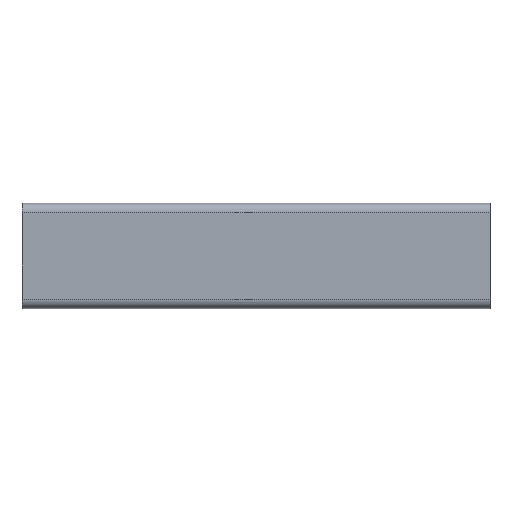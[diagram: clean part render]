
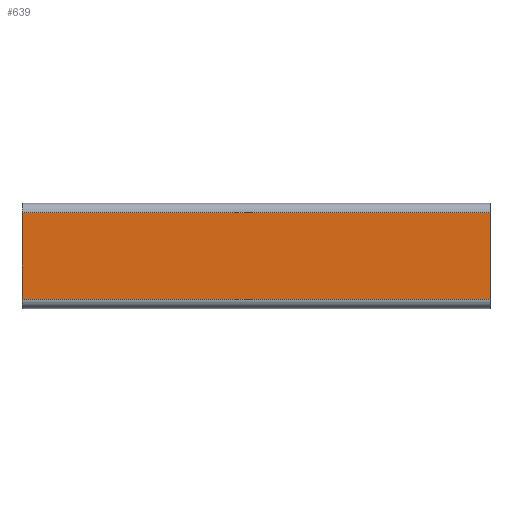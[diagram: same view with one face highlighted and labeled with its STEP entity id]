
A CAD part, top view. The second image highlights one B-rep face of the part: STEP entity #639.
In plain terms, the highlighted planar face has unit normal (0, 0, 1).
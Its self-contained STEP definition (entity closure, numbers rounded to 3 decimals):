
#2 = CARTESIAN_POINT ( 'NONE',  ( -127.042, -9.25, 7.5 ) ) ;
#3 = DIRECTION ( 'NONE',  ( 1., 0., 0. ) ) ;
#14 = CARTESIAN_POINT ( 'NONE',  ( -100., 9.25, 7.5 ) ) ;
#15 = DIRECTION ( 'NONE',  ( 0., 1., 0. ) ) ;
#18 = CARTESIAN_POINT ( 'NONE',  ( 0., 9.25, 7.5 ) ) ;
#19 = DIRECTION ( 'NONE',  ( 0., -1., 0. ) ) ;
#28 = CARTESIAN_POINT ( 'NONE',  ( -127.042, 9.25, 7.5 ) ) ;
#29 = DIRECTION ( 'NONE',  ( 1., 0., 0. ) ) ;
#99 = CARTESIAN_POINT ( 'NONE',  ( 0., 9.25, 7.5 ) ) ;
#103 = CARTESIAN_POINT ( 'NONE',  ( -100., 9.25, 7.5 ) ) ;
#143 = CARTESIAN_POINT ( 'NONE',  ( 0., -9.25, 7.5 ) ) ;
#149 = CARTESIAN_POINT ( 'NONE',  ( -100., -9.25, 7.5 ) ) ;
#202 = EDGE_LOOP ( 'NONE', ( #319, #211, #436, #409 ) ) ;
#211 = ORIENTED_EDGE ( 'NONE', *, *, #699, .T. ) ;
#221 = LINE ( 'NONE', #28, #587 ) ;
#319 = ORIENTED_EDGE ( 'NONE', *, *, #704, .F. ) ;
#409 = ORIENTED_EDGE ( 'NONE', *, *, #710, .F. ) ;
#436 = ORIENTED_EDGE ( 'NONE', *, *, #706, .F. ) ;
#525 = FACE_OUTER_BOUND ( 'NONE', #202, .T. ) ;
#534 = VECTOR ( 'NONE', #15, 1000. ) ;
#545 = LINE ( 'NONE', #2, #576 ) ;
#576 = VECTOR ( 'NONE', #3, 1000. ) ;
#578 = LINE ( 'NONE', #14, #534 ) ;
#584 = LINE ( 'NONE', #18, #585 ) ;
#585 = VECTOR ( 'NONE', #19, 1000. ) ;
#587 = VECTOR ( 'NONE', #29, 1000. ) ;
#639 = ADVANCED_FACE ( 'NONE', ( #525 ), #891, .T. ) ;
#699 = EDGE_CURVE ( 'NONE', #852, #846, #545, .T. ) ;
#704 = EDGE_CURVE ( 'NONE', #852, #805, #578, .T. ) ;
#706 = EDGE_CURVE ( 'NONE', #804, #846, #584, .T. ) ;
#710 = EDGE_CURVE ( 'NONE', #805, #804, #221, .T. ) ;
#751 = AXIS2_PLACEMENT_3D ( 'NONE', #890, #893, #894 ) ;
#804 = VERTEX_POINT ( 'NONE', #99 ) ;
#805 = VERTEX_POINT ( 'NONE', #103 ) ;
#846 = VERTEX_POINT ( 'NONE', #143 ) ;
#852 = VERTEX_POINT ( 'NONE', #149 ) ;
#890 = CARTESIAN_POINT ( 'NONE',  ( -127.042, 9.25, 7.5 ) ) ;
#891 = PLANE ( 'NONE',  #751 ) ;
#893 = DIRECTION ( 'NONE',  ( 0., 0., 1. ) ) ;
#894 = DIRECTION ( 'NONE',  ( 1., 0., 0. ) ) ;
